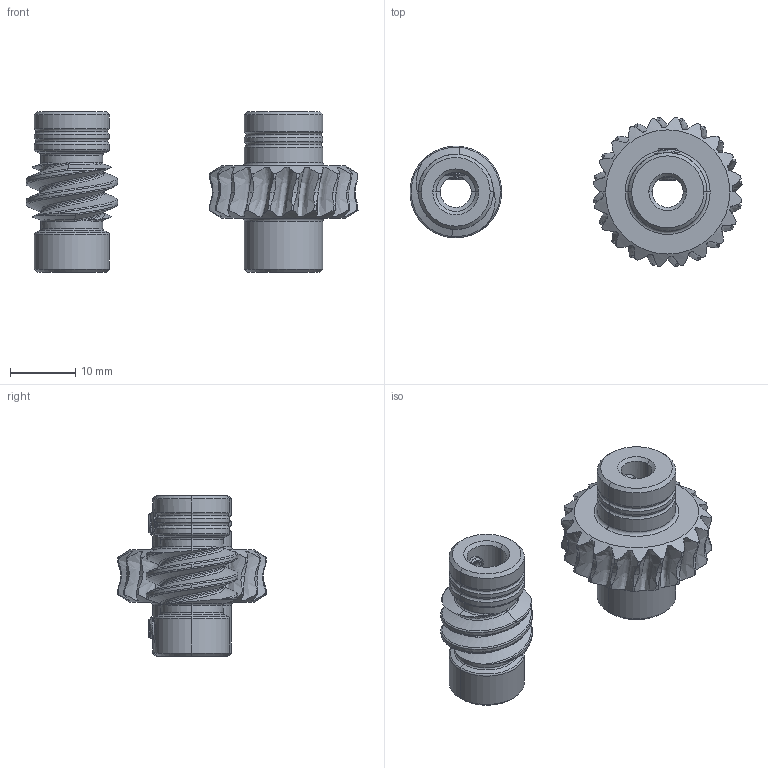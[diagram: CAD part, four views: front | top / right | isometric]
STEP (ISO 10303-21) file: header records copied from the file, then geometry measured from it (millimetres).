
FILE_DESCRIPTION (( 'STEP AP214' ), '1' );
FILE_NAME ('39900_TXM-10 to 1 Worm Gear.STEP', '2018-09-21T14:49:16', ( '' ), ( '' ), 'SwSTEP 2.0', 'SolidWorks 2016', '' );
FILE_SCHEMA (( 'AUTOMOTIVE_DESIGN' ));
Length unit declared in the file: inch
Products named in the file (7): Pitsco Education-739900_X108008; Pitsco Education-739900_X108135; Pitsco Education-739900_X108132_10 to 1 with 16mm CC 2 thread; Pitsco Education-739900_X108136; Pitsco Education-739900_X108007; Pitsco Education-739900_X108133_10 to 1 with 16mm CC 2 thread; 39900_TXM-10 to 1 Worm Gear
Assembly tree (8 placements, depth 3):
  39900_TXM-10 to 1 Worm Gear
    Pitsco Education-739900_X108008
      Pitsco Education-739900_X108133_10 to 1 with 16mm CC 2 thread
      Pitsco Education-739900_X108136  x2
    Pitsco Education-739900_X108007
      Pitsco Education-739900_X108132_10 to 1 with 16mm CC 2 thread
      Pitsco Education-739900_X108135  x2
Bounding box: 50.77 x 22.73 x 24.6 mm (x, y, z)
Volume: 5889.9 mm3; surface area: 4729 mm2
Topology: 6 solids, 6 shells, 356 faces, 937 edges, 593 vertices
Faces by surface type: cylinder 114, torus 86, cone 60, bspline 54, plane 42
Entity records: 31716 total; most frequent: CARTESIAN_POINT 24577, ORIENTED_EDGE 1590, DIRECTION 1232, EDGE_CURVE 795, AXIS2_PLACEMENT_3D 552, VERTEX_POINT 503, B_SPLINE_CURVE_WITH_KNOTS 336, EDGE_LOOP 320
